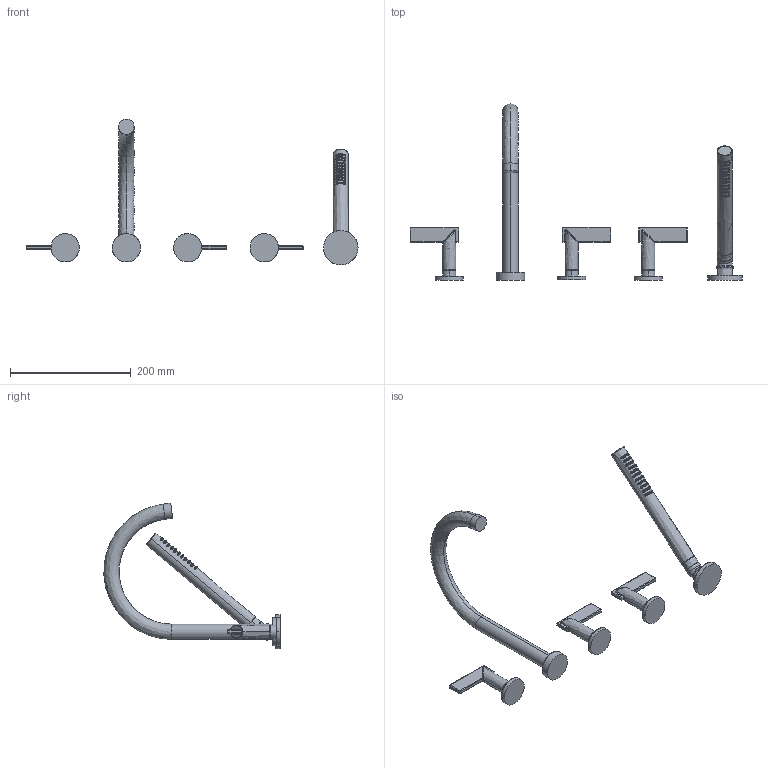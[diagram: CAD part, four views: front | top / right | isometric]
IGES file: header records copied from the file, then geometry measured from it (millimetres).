
Start section:  PTC IGES file: 3-2487.igs
Global section: file name: 3-2487.igs; native system: Creo Parametric by PTC Inc.; preprocessor: 2018400; author: jinson.thomas; organization: Unknown; date: 20210318.155403; units: inch
Bounding box: 550.8 x 292.21 x 242.19 mm (x, y, z)
Volume: 558773.9 mm3; surface area: 114067.9 mm2
Topology: 5 solids, 5 shells, 984 faces, 2138 edges, 1266 vertices
Faces by surface type: bspline 628, revolution 356
